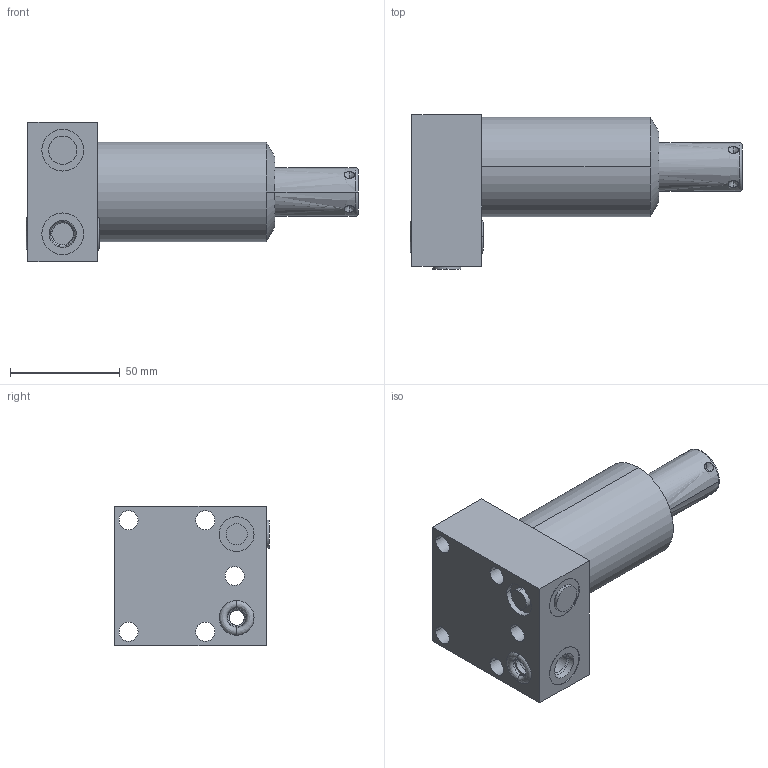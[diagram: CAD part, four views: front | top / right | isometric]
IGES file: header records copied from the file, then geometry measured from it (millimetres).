
Start section:  PTC IGES file: ilc15211304l.igs
Global section: file name: ilc15211304l.igs; native system: Creo Parametric by Parametric Technology Corporation; preprocessor: 2013320; author: Asawyer; organization: Unknown; date: 20210615.132901; units: inch
Bounding box: 151.26 x 70.48 x 63.5 mm (x, y, z)
Surface area: 39138.9 mm2 (no closed solid volume)
Topology: 0 solids, 0 shells, 105 faces, 654 edges, 760 vertices
Faces by surface type: revolution 84, bspline 21
